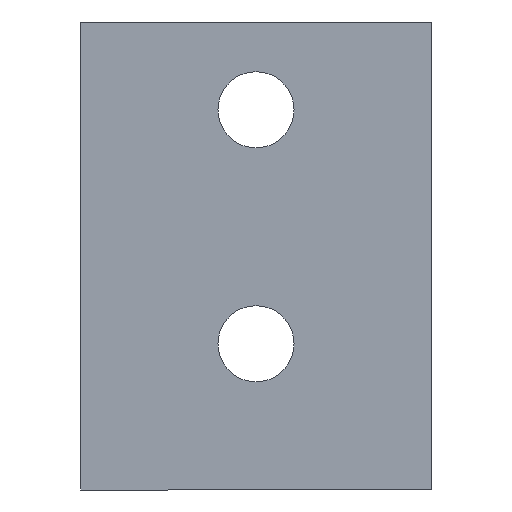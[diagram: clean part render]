
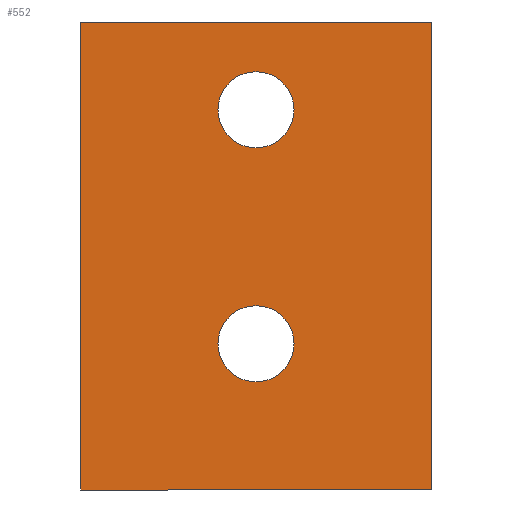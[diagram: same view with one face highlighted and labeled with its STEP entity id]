
A CAD part, left-side view. The second image highlights one B-rep face of the part: STEP entity #552.
In plain terms, the highlighted planar face has unit normal (-1, 0, 0).
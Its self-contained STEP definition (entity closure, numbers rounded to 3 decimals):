
#130=CARTESIAN_POINT('',(0.0,18.25,32.5));
#131=VERTEX_POINT('',#130);
#140=CARTESIAN_POINT('',(0.,11.75,32.5));
#141=VERTEX_POINT('',#140);
#142=CARTESIAN_POINT('',(0.0,15.,32.5));
#143=DIRECTION('',(1.0,0.0,0.0));
#144=DIRECTION('',(0.0,1.0,0.0));
#145=AXIS2_PLACEMENT_3D('',#142,#143,#144);
#146=CIRCLE('',#145,3.25);
#147=EDGE_CURVE('',#141,#131,#146,.T.);
#172=CARTESIAN_POINT('',(0.0,18.25,12.5));
#173=VERTEX_POINT('',#172);
#182=CARTESIAN_POINT('',(0.,11.75,12.5));
#183=VERTEX_POINT('',#182);
#184=CARTESIAN_POINT('',(0.0,15.,12.5));
#185=DIRECTION('',(1.0,0.0,0.0));
#186=DIRECTION('',(0.0,1.0,0.0));
#187=AXIS2_PLACEMENT_3D('',#184,#185,#186);
#188=CIRCLE('',#187,3.25);
#189=EDGE_CURVE('',#183,#173,#188,.T.);
#223=CARTESIAN_POINT('',(0.0,15.,12.5));
#224=DIRECTION('',(1.0,0.0,0.0));
#225=DIRECTION('',(0.0,1.0,0.0));
#226=AXIS2_PLACEMENT_3D('',#223,#224,#225);
#227=CIRCLE('',#226,3.25);
#228=EDGE_CURVE('',#173,#183,#227,.T.);
#417=CARTESIAN_POINT('',(0.0,15.,32.5));
#418=DIRECTION('',(1.0,0.0,0.0));
#419=DIRECTION('',(0.0,1.0,0.0));
#420=AXIS2_PLACEMENT_3D('',#417,#418,#419);
#421=CIRCLE('',#420,3.25);
#422=EDGE_CURVE('',#131,#141,#421,.T.);
#472=CARTESIAN_POINT('',(0.0,30.,40.));
#473=VERTEX_POINT('',#472);
#474=CARTESIAN_POINT('',(0.0,30.0,0.));
#475=VERTEX_POINT('',#474);
#476=CARTESIAN_POINT('',(0.0,30.,40.));
#477=DIRECTION('',(0.0,0.0,-1.0));
#478=VECTOR('',#477,40.0);
#479=LINE('',#476,#478);
#480=EDGE_CURVE('',#473,#475,#479,.T.);
#514=CARTESIAN_POINT('',(0.0,30.,0.5));
#515=DIRECTION('',(-1.0,0.0,0.0));
#516=DIRECTION('',(0.0,0.0,1.0));
#517=AXIS2_PLACEMENT_3D('',#514,#515,#516);
#518=PLANE('',#517);
#519=CARTESIAN_POINT('',(0.0,0.0,0.0));
#520=VERTEX_POINT('',#519);
#521=CARTESIAN_POINT('',(0.0,0.,40.0));
#522=VERTEX_POINT('',#521);
#523=CARTESIAN_POINT('',(0.0,0.0,0.0));
#524=DIRECTION('',(0.0,0.0,1.0));
#525=VECTOR('',#524,40.0);
#526=LINE('',#523,#525);
#527=EDGE_CURVE('',#520,#522,#526,.T.);
#528=ORIENTED_EDGE('',*,*,#527,.T.);
#529=CARTESIAN_POINT('',(0.0,30.,40.));
#530=DIRECTION('',(0.0,-1.0,0.0));
#531=VECTOR('',#530,30.0);
#532=LINE('',#529,#531);
#533=EDGE_CURVE('',#473,#522,#532,.T.);
#534=ORIENTED_EDGE('',*,*,#533,.F.);
#535=ORIENTED_EDGE('',*,*,#480,.T.);
#536=CARTESIAN_POINT('',(0.0,30.0,0.));
#537=DIRECTION('',(0.0,-1.0,0.0));
#538=VECTOR('',#537,30.0);
#539=LINE('',#536,#538);
#540=EDGE_CURVE('',#475,#520,#539,.T.);
#541=ORIENTED_EDGE('',*,*,#540,.T.);
#542=EDGE_LOOP('',(#528,#534,#535,#541));
#543=FACE_OUTER_BOUND('',#542,.T.);
#544=ORIENTED_EDGE('',*,*,#228,.T.);
#545=ORIENTED_EDGE('',*,*,#189,.T.);
#546=EDGE_LOOP('',(#544,#545));
#547=FACE_BOUND('',#546,.T.);
#548=ORIENTED_EDGE('',*,*,#422,.T.);
#549=ORIENTED_EDGE('',*,*,#147,.T.);
#550=EDGE_LOOP('',(#548,#549));
#551=FACE_BOUND('',#550,.T.);
#552=ADVANCED_FACE('',(#543,#547,#551),#518,.T.);
